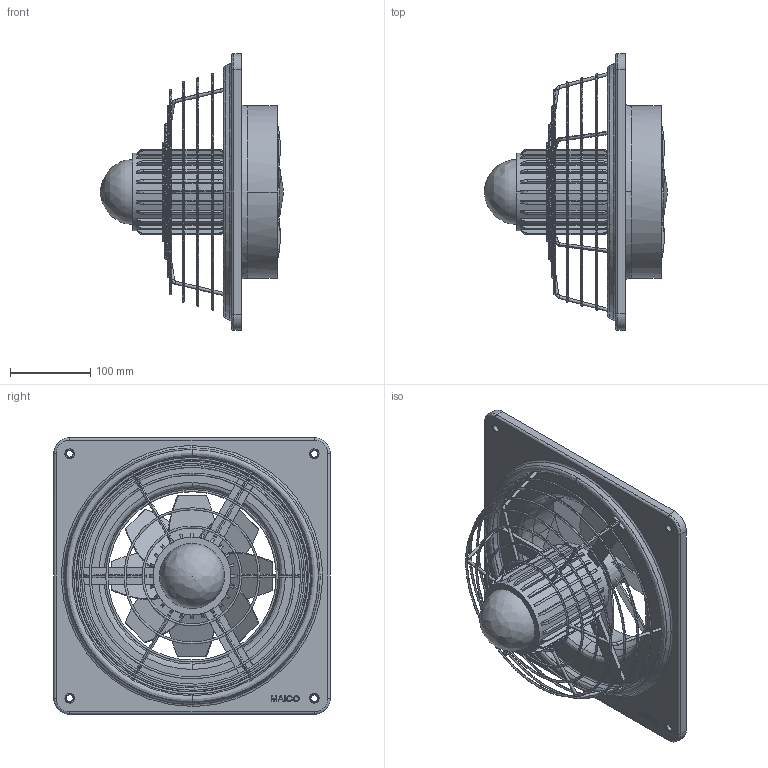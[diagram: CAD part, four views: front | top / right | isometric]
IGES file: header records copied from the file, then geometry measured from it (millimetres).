
Global section: file name: Zeichnung1; native system: AutoCAD 2018 - Deutsch (German); preprocessor: Autodesk Translation Framework DWG producer (atf_dwg_producer); organization: unknown; date: 20191007.155814; units: millimetre
Bounding box: 228.5 x 345 x 345 mm (x, y, z)
Volume: 1566478.4 mm3; surface area: 519426.4 mm2
Topology: 1 solids, 1 shells, 573 faces, 1667 edges, 1070 vertices
Faces by surface type: bspline 573
